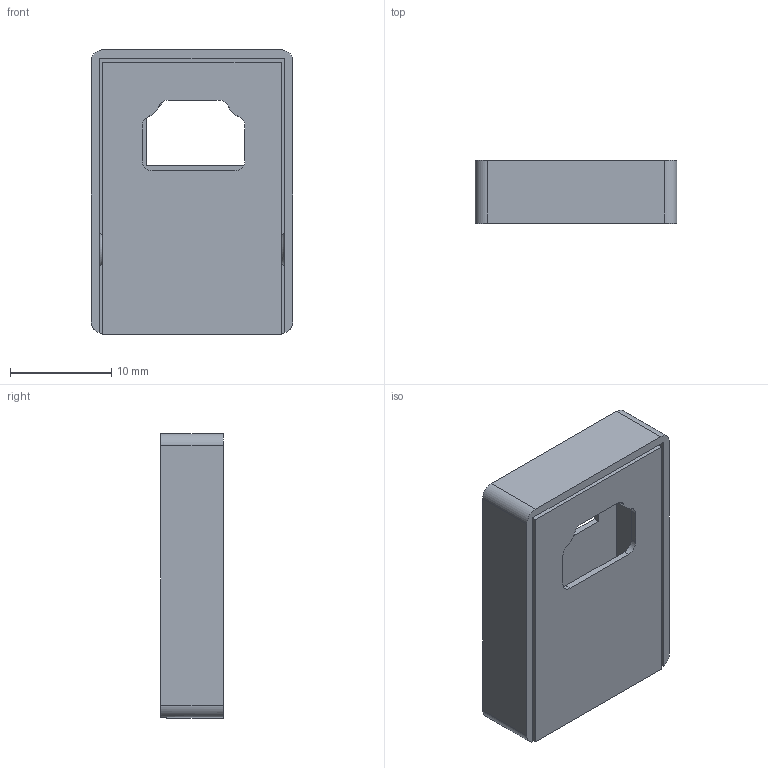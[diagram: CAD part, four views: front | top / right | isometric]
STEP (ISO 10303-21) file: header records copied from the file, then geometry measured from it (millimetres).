
FILE_DESCRIPTION(/* description */ (''),/* implementation_level */ '2;1');
FILE_NAME(/* name */ '1b63ddae-adc8-40e9-a9d6-cfb1f57bd314.stp',/* time_stamp */ '2017-10-08T01:02:25+00:00',/* author */ (''),/* organization */ (''),/* preprocessor_version */ 'ST-DEVELOPER v16.13',/* originating_system */ 'Autodesk Translation Framework v6.5.0.72',/* authorisation */ '');
FILE_SCHEMA (('AUTOMOTIVE_DESIGN { 1 0 10303 214 3 1 1 }'));
Length unit declared in the file: millimetre
Products named in the file (3): adafruit si7021 case v34; bottom case; top case
Assembly tree (2 placements, depth 2):
  adafruit si7021 case v34
    bottom case
    top case
Bounding box: 19.94 x 6.2 x 28.15 mm (x, y, z)
Volume: 1181 mm3; surface area: 3570.4 mm2
Topology: 2 solids, 2 shells, 62 faces, 162 edges, 108 vertices
Faces by surface type: plane 38, cylinder 20, torus 4
Full cylindrical faces by diameter (mm): 2.4 x2, 3 x2, 3.5 x2
Entity records: 2027 total; most frequent: DIRECTION 356, CARTESIAN_POINT 337, ORIENTED_EDGE 324, EDGE_CURVE 162, AXIS2_PLACEMENT_3D 127, VERTEX_POINT 108, LINE 102, VECTOR 102
